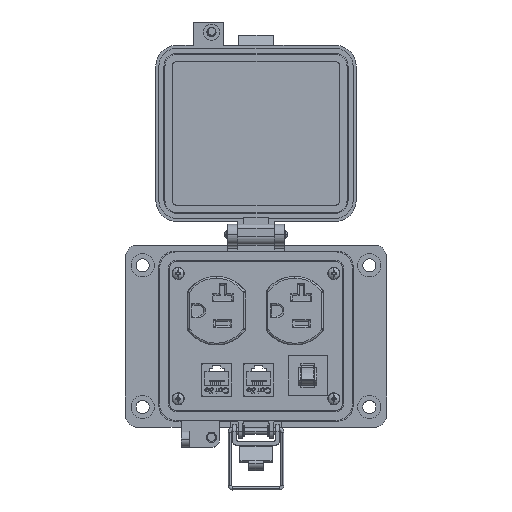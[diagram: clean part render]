
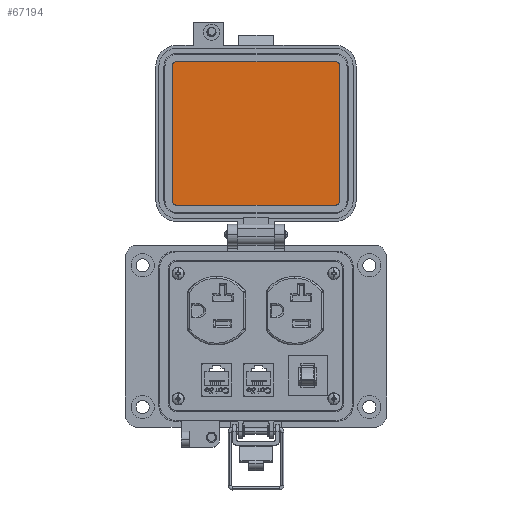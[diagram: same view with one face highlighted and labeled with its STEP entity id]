
A CAD part, top view. The second image highlights one B-rep face of the part: STEP entity #67194.
In plain terms, the highlighted planar face has unit normal (0, 0, 1).
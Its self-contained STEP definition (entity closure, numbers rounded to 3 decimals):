
#1450 = DIRECTION ( 'NONE',  ( 0., -1., 0. ) ) ;
#1604 = EDGE_CURVE ( 'NONE', #48435, #71779, #54523, .T. ) ;
#3847 = ORIENTED_EDGE ( 'NONE', *, *, #52944, .F. ) ;
#5022 = CARTESIAN_POINT ( 'NONE',  ( -44.769, 126.389, 19.202 ) ) ;
#6236 = CARTESIAN_POINT ( 'NONE',  ( 39.871, 130.108, 19.202 ) ) ;
#7245 = LINE ( 'NONE', #30952, #59384 ) ;
#7983 = CARTESIAN_POINT ( 'NONE',  ( 38.212, 60.004, 19.202 ) ) ;
#8175 = CARTESIAN_POINT ( 'NONE',  ( -44.769, 93.196, 19.202 ) ) ;
#9150 = CARTESIAN_POINT ( 'NONE',  ( 35.912, 57.705, 19.202 ) ) ;
#9327 = EDGE_CURVE ( 'NONE', #69543, #22921, #41676, .T. ) ;
#13027 = ORIENTED_EDGE ( 'NONE', *, *, #43635, .F. ) ;
#13722 = VECTOR ( 'NONE', #67676, 1000. ) ;
#14000 = AXIS2_PLACEMENT_3D ( 'NONE', #32237, #44296, #68071 ) ;
#14041 = CARTESIAN_POINT ( 'NONE',  ( -42.469, 128.688, 19.202 ) ) ;
#14699 = EDGE_LOOP ( 'NONE', ( #40413, #13027, #3847, #25679, #29130, #28474, #43807, #28209 ) ) ;
#17230 = AXIS2_PLACEMENT_3D ( 'NONE', #38657, #26628, #32035 ) ;
#18352 = CARTESIAN_POINT ( 'NONE',  ( -3.279, 128.688, 19.202 ) ) ;
#18734 = CARTESIAN_POINT ( 'NONE',  ( 35.912, 60.004, 19.202 ) ) ;
#19122 = CIRCLE ( 'NONE', #56387, 2.299 ) ;
#22921 = VERTEX_POINT ( 'NONE', #25836 ) ;
#23011 = DIRECTION ( 'NONE',  ( 1., 0., 0. ) ) ;
#23339 = PLANE ( 'NONE',  #42269 ) ;
#25660 = CARTESIAN_POINT ( 'NONE',  ( -44.769, 60.004, 19.202 ) ) ;
#25679 = ORIENTED_EDGE ( 'NONE', *, *, #9327, .F. ) ;
#25836 = CARTESIAN_POINT ( 'NONE',  ( 35.912, 128.688, 19.202 ) ) ;
#26412 = CARTESIAN_POINT ( 'NONE',  ( -3.279, 57.705, 19.202 ) ) ;
#26628 = DIRECTION ( 'NONE',  ( 0., 0., -1. ) ) ;
#27103 = VERTEX_POINT ( 'NONE', #7983 ) ;
#28209 = ORIENTED_EDGE ( 'NONE', *, *, #67326, .F. ) ;
#28474 = ORIENTED_EDGE ( 'NONE', *, *, #35687, .F. ) ;
#29130 = ORIENTED_EDGE ( 'NONE', *, *, #72985, .F. ) ;
#29937 = DIRECTION ( 'NONE',  ( 0., 0., 1. ) ) ;
#30952 = CARTESIAN_POINT ( 'NONE',  ( 38.212, 93.196, 19.202 ) ) ;
#32035 = DIRECTION ( 'NONE',  ( 1., 0., 0. ) ) ;
#32237 = CARTESIAN_POINT ( 'NONE',  ( 35.912, 126.389, 19.202 ) ) ;
#32611 = LINE ( 'NONE', #26412, #13722 ) ;
#35001 = VERTEX_POINT ( 'NONE', #5022 ) ;
#35687 = EDGE_CURVE ( 'NONE', #71779, #35001, #49811, .T. ) ;
#36161 = FACE_OUTER_BOUND ( 'NONE', #14699, .T. ) ;
#38657 = CARTESIAN_POINT ( 'NONE',  ( -42.469, 60.004, 19.202 ) ) ;
#40413 = ORIENTED_EDGE ( 'NONE', *, *, #63474, .F. ) ;
#41676 = LINE ( 'NONE', #18352, #53200 ) ;
#42269 = AXIS2_PLACEMENT_3D ( 'NONE', #6236, #29937, #53713 ) ;
#42439 = DIRECTION ( 'NONE',  ( 0., 0., -1. ) ) ;
#42781 = VECTOR ( 'NONE', #72435, 1000. ) ;
#43378 = AXIS2_PLACEMENT_3D ( 'NONE', #18734, #42439, #47515 ) ;
#43635 = EDGE_CURVE ( 'NONE', #74049, #27103, #7245, .T. ) ;
#43807 = ORIENTED_EDGE ( 'NONE', *, *, #1604, .F. ) ;
#44283 = CARTESIAN_POINT ( 'NONE',  ( -42.469, 57.705, 19.202 ) ) ;
#44296 = DIRECTION ( 'NONE',  ( 0., 0., -1. ) ) ;
#45808 = CIRCLE ( 'NONE', #43378, 2.299 ) ;
#47515 = DIRECTION ( 'NONE',  ( 0., -1., 0. ) ) ;
#47537 = CIRCLE ( 'NONE', #14000, 2.299 ) ;
#48435 = VERTEX_POINT ( 'NONE', #44283 ) ;
#49811 = LINE ( 'NONE', #8175, #42781 ) ;
#52944 = EDGE_CURVE ( 'NONE', #22921, #74049, #47537, .T. ) ;
#53200 = VECTOR ( 'NONE', #23011, 1000. ) ;
#53713 = DIRECTION ( 'NONE',  ( -1., 0., 0. ) ) ;
#54523 = CIRCLE ( 'NONE', #17230, 2.299 ) ;
#56387 = AXIS2_PLACEMENT_3D ( 'NONE', #56788, #75069, #74275 ) ;
#56788 = CARTESIAN_POINT ( 'NONE',  ( -42.469, 126.389, 19.202 ) ) ;
#59384 = VECTOR ( 'NONE', #1450, 1000. ) ;
#63474 = EDGE_CURVE ( 'NONE', #27103, #70350, #45808, .T. ) ;
#67194 = ADVANCED_FACE ( 'NONE', ( #36161 ), #23339, .T. ) ;
#67326 = EDGE_CURVE ( 'NONE', #70350, #48435, #32611, .T. ) ;
#67676 = DIRECTION ( 'NONE',  ( -1., 0., 0. ) ) ;
#68071 = DIRECTION ( 'NONE',  ( 1., 0., 0. ) ) ;
#68880 = CARTESIAN_POINT ( 'NONE',  ( 38.212, 126.389, 19.202 ) ) ;
#69543 = VERTEX_POINT ( 'NONE', #14041 ) ;
#70350 = VERTEX_POINT ( 'NONE', #9150 ) ;
#71779 = VERTEX_POINT ( 'NONE', #25660 ) ;
#72435 = DIRECTION ( 'NONE',  ( 0., 1., 0. ) ) ;
#72985 = EDGE_CURVE ( 'NONE', #35001, #69543, #19122, .T. ) ;
#74049 = VERTEX_POINT ( 'NONE', #68880 ) ;
#74275 = DIRECTION ( 'NONE',  ( 0., -1., 0. ) ) ;
#75069 = DIRECTION ( 'NONE',  ( 0., 0., -1. ) ) ;
